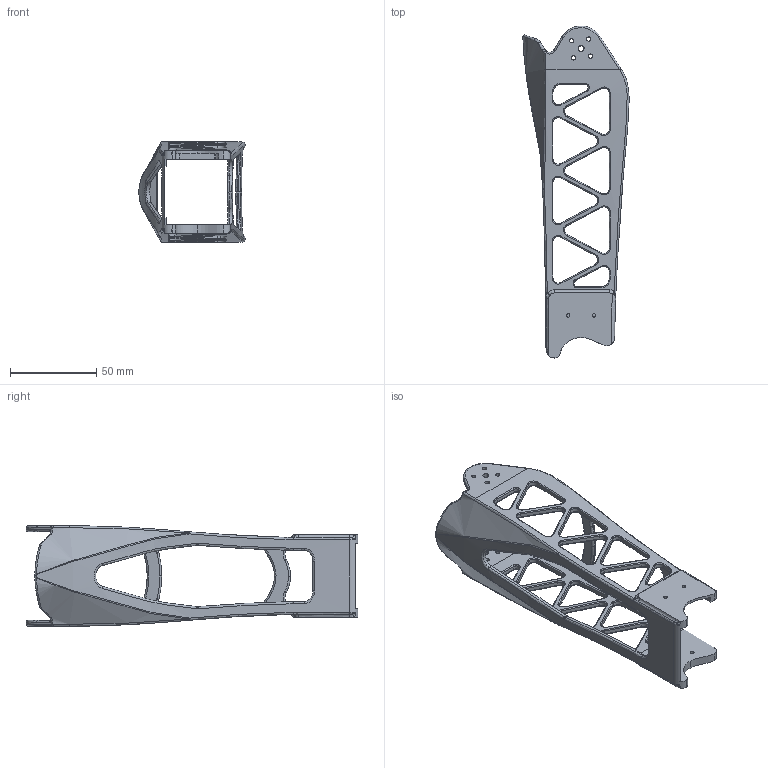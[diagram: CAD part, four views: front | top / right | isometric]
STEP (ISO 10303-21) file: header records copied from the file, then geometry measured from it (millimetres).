
FILE_DESCRIPTION (( 'STEP AP203' ), '1' );
FILE_NAME ('shin_MX28 - MX28_sldprt.STEP', '2021-11-09T01:32:55', ( '' ), ( '' ), 'SwSTEP 2.0', 'SolidWorks 2021', '' );
FILE_SCHEMA (( 'CONFIG_CONTROL_DESIGN' ));
Length unit declared in the file: millimetre
Products named in the file (1): shin_MX28 - MX28_sldprt
Bounding box: 61.45 x 192.04 x 58.07 mm (x, y, z)
Volume: 49686.6 mm3; surface area: 38531.6 mm2
Topology: 1 solids, 1 shells, 700 faces, 1755 edges, 1050 vertices
Faces by surface type: bspline 437, plane 149, cylinder 114
Entity records: 34719 total; most frequent: CARTESIAN_POINT 22283, ORIENTED_EDGE 3486, EDGE_CURVE 1743, DIRECTION 1227, VERTEX_POINT 1050, B_SPLINE_CURVE_WITH_KNOTS 834, EDGE_LOOP 773, ADVANCED_FACE 700
